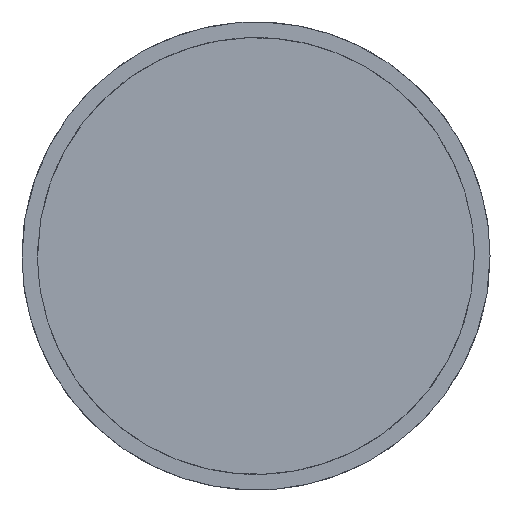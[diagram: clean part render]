
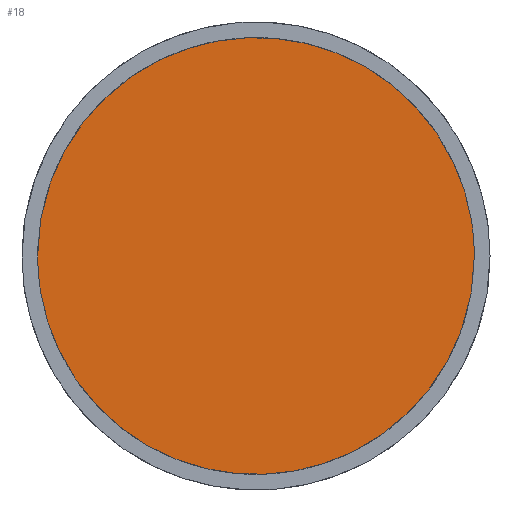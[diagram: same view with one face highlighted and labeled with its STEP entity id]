
A CAD part, top view. The second image highlights one B-rep face of the part: STEP entity #18.
In plain terms, the highlighted planar face has unit normal (0, 0, 1).
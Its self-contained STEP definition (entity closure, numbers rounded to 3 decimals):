
#18=ADVANCED_FACE('',(#26),#97,.T.);
#26=FACE_OUTER_BOUND('',#34,.T.);
#34=EDGE_LOOP('',(#46,#47));
#46=ORIENTED_EDGE('',*,*,#66,.F.);
#47=ORIENTED_EDGE('',*,*,#69,.F.);
#66=EDGE_CURVE('',#90,#91,#78,.T.);
#69=EDGE_CURVE('',#91,#90,#81,.T.);
#78=(
BOUNDED_CURVE()
B_SPLINE_CURVE(2,(#229,#230,#231,#232,#233),.UNSPECIFIED.,.F.,.F.)
B_SPLINE_CURVE_WITH_KNOTS((3,2,3),(-1413.717,-706.858,
0.),.UNSPECIFIED.)
CURVE()
GEOMETRIC_REPRESENTATION_ITEM()
RATIONAL_B_SPLINE_CURVE((1.,0.707,1.,0.707,1.))
REPRESENTATION_ITEM('')
);
#81=(
BOUNDED_CURVE()
B_SPLINE_CURVE(2,(#241,#242,#243,#244,#245),.UNSPECIFIED.,.F.,.F.)
B_SPLINE_CURVE_WITH_KNOTS((3,2,3),(-2827.433,-2120.575,
-1413.717),.UNSPECIFIED.)
CURVE()
GEOMETRIC_REPRESENTATION_ITEM()
RATIONAL_B_SPLINE_CURVE((1.,0.707,1.,0.707,1.))
REPRESENTATION_ITEM('')
);
#90=VERTEX_POINT('',#220);
#91=VERTEX_POINT('',#221);
#97=PLANE('',#194);
#194=AXIS2_PLACEMENT_3D('',#216,#205,$);
#205=DIRECTION('',(0.,0.,1.));
#216=CARTESIAN_POINT('',(-504.012,-504.012,1461.387));
#220=CARTESIAN_POINT('',(-420.,0.,1461.387));
#221=CARTESIAN_POINT('',(420.,0.,1461.387));
#229=CARTESIAN_POINT('',(-420.,0.,1461.387));
#230=CARTESIAN_POINT('',(-420.,420.,1461.387));
#231=CARTESIAN_POINT('',(0.,420.,1461.387));
#232=CARTESIAN_POINT('',(420.,420.,1461.387));
#233=CARTESIAN_POINT('',(420.,0.,1461.387));
#241=CARTESIAN_POINT('',(420.,0.,1461.387));
#242=CARTESIAN_POINT('',(420.,-420.,1461.387));
#243=CARTESIAN_POINT('',(0.,-420.,1461.387));
#244=CARTESIAN_POINT('',(-420.,-420.,1461.387));
#245=CARTESIAN_POINT('',(-420.,0.,1461.387));
